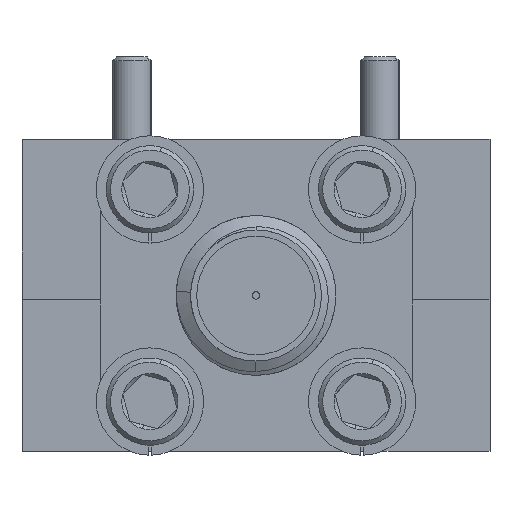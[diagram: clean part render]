
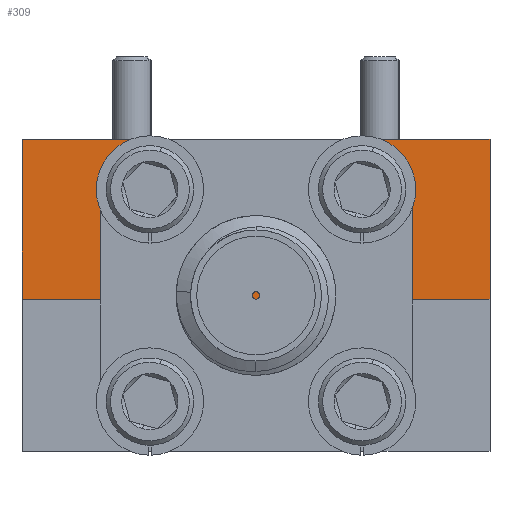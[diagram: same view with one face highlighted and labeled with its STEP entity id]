
A CAD part, front view. The second image highlights one B-rep face of the part: STEP entity #309.
In plain terms, the highlighted planar face has unit normal (0, -1, 0).
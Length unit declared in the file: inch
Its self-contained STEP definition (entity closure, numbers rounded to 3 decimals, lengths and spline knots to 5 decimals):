
#120 = DIRECTION ( 'NONE',  ( 0., 0., 1. ) ) ;
#146 = FACE_OUTER_BOUND ( 'NONE', #9696, .T. ) ;
#227 = EDGE_CURVE ( 'NONE', #3502, #998, #9536, .T. ) ;
#247 = ORIENTED_EDGE ( 'NONE', *, *, #7898, .F. ) ;
#279 = EDGE_CURVE ( 'NONE', #1494, #2610, #7779, .T. ) ;
#309 = ADVANCED_FACE ( 'NONE', ( #2279, #9042, #146 ), #4149, .F. ) ;
#630 = EDGE_CURVE ( 'NONE', #8323, #5212, #2039, .T. ) ;
#800 = VECTOR ( 'NONE', #2595, 39.37008 ) ;
#820 = DIRECTION ( 'NONE',  ( 0., 0., -1. ) ) ;
#845 = CARTESIAN_POINT ( 'NONE',  ( 1.07848, 0.17601, 0.75232 ) ) ;
#866 = CARTESIAN_POINT ( 'NONE',  ( 1.28348, 0.17601, 0.83232 ) ) ;
#998 = VERTEX_POINT ( 'NONE', #5342 ) ;
#1099 = LINE ( 'NONE', #866, #7608 ) ;
#1126 = DIRECTION ( 'NONE',  ( 0., 0., -1. ) ) ;
#1494 = VERTEX_POINT ( 'NONE', #2171 ) ;
#1534 = DIRECTION ( 'NONE',  ( 0., 0., -1. ) ) ;
#1586 = DIRECTION ( 'NONE',  ( 0., -1., 0. ) ) ;
#1640 = DIRECTION ( 'NONE',  ( 0., -1., 0. ) ) ;
#2019 = VERTEX_POINT ( 'NONE', #4086 ) ;
#2039 = CIRCLE ( 'NONE', #6807, 0.035 ) ;
#2086 = EDGE_LOOP ( 'NONE', ( #7070, #2626 ) ) ;
#2171 = CARTESIAN_POINT ( 'NONE',  ( 0.73848, 0.17601, 0.71732 ) ) ;
#2279 = FACE_BOUND ( 'NONE', #8706, .T. ) ;
#2408 = DIRECTION ( 'NONE',  ( 0., 1., 0. ) ) ;
#2507 = CARTESIAN_POINT ( 'NONE',  ( 1.07848, 0.17601, 0.78732 ) ) ;
#2557 = EDGE_CURVE ( 'NONE', #5212, #8323, #4967, .T. ) ;
#2595 = DIRECTION ( 'NONE',  ( 1., 0., 0. ) ) ;
#2610 = VERTEX_POINT ( 'NONE', #3290 ) ;
#2614 = ORIENTED_EDGE ( 'NONE', *, *, #9069, .T. ) ;
#2626 = ORIENTED_EDGE ( 'NONE', *, *, #630, .F. ) ;
#2707 = ORIENTED_EDGE ( 'NONE', *, *, #227, .F. ) ;
#2785 = LINE ( 'NONE', #7859, #4319 ) ;
#3290 = CARTESIAN_POINT ( 'NONE',  ( 0.73848, 0.17601, 0.78732 ) ) ;
#3328 = CARTESIAN_POINT ( 'NONE',  ( 1.28348, 0.17601, 0.83232 ) ) ;
#3502 = VERTEX_POINT ( 'NONE', #7890 ) ;
#3507 = EDGE_CURVE ( 'NONE', #9927, #2019, #2785, .T. ) ;
#3509 = ORIENTED_EDGE ( 'NONE', *, *, #3507, .T. ) ;
#3782 = VECTOR ( 'NONE', #1534, 39.37008 ) ;
#3827 = AXIS2_PLACEMENT_3D ( 'NONE', #845, #1586, #6442 ) ;
#4086 = CARTESIAN_POINT ( 'NONE',  ( 0.53348, 0.17601, 0.57632 ) ) ;
#4149 = PLANE ( 'NONE',  #7668 ) ;
#4319 = VECTOR ( 'NONE', #7961, 39.37008 ) ;
#4967 = CIRCLE ( 'NONE', #3827, 0.035 ) ;
#5023 = DIRECTION ( 'NONE',  ( 0., -1., 0. ) ) ;
#5096 = EDGE_CURVE ( 'NONE', #9927, #3502, #1099, .T. ) ;
#5212 = VERTEX_POINT ( 'NONE', #5806 ) ;
#5342 = CARTESIAN_POINT ( 'NONE',  ( 1.28348, 0.17601, 0.57632 ) ) ;
#5661 = CARTESIAN_POINT ( 'NONE',  ( 0.53348, 0.17601, 0.83232 ) ) ;
#5761 = ORIENTED_EDGE ( 'NONE', *, *, #5096, .F. ) ;
#5806 = CARTESIAN_POINT ( 'NONE',  ( 1.07848, 0.17601, 0.71732 ) ) ;
#5826 = CARTESIAN_POINT ( 'NONE',  ( 1.28348, 0.17601, 0.57632 ) ) ;
#6442 = DIRECTION ( 'NONE',  ( 0., 0., -1. ) ) ;
#6558 = AXIS2_PLACEMENT_3D ( 'NONE', #8266, #5023, #1126 ) ;
#6807 = AXIS2_PLACEMENT_3D ( 'NONE', #8767, #1640, #820 ) ;
#7029 = DIRECTION ( 'NONE',  ( 0., -1., 0. ) ) ;
#7070 = ORIENTED_EDGE ( 'NONE', *, *, #2557, .F. ) ;
#7142 = CARTESIAN_POINT ( 'NONE',  ( 1.28348, 0.17601, 0.83232 ) ) ;
#7190 = ORIENTED_EDGE ( 'NONE', *, *, #279, .F. ) ;
#7608 = VECTOR ( 'NONE', #8901, 39.37008 ) ;
#7668 = AXIS2_PLACEMENT_3D ( 'NONE', #3328, #2408, #120 ) ;
#7779 = CIRCLE ( 'NONE', #8016, 0.035 ) ;
#7859 = CARTESIAN_POINT ( 'NONE',  ( 0.53348, 0.17601, 0.83232 ) ) ;
#7890 = CARTESIAN_POINT ( 'NONE',  ( 1.28348, 0.17601, 0.83232 ) ) ;
#7898 = EDGE_CURVE ( 'NONE', #2610, #1494, #8589, .T. ) ;
#7961 = DIRECTION ( 'NONE',  ( 0., 0., -1. ) ) ;
#8016 = AXIS2_PLACEMENT_3D ( 'NONE', #10401, #7029, #9433 ) ;
#8266 = CARTESIAN_POINT ( 'NONE',  ( 0.73848, 0.17601, 0.75232 ) ) ;
#8323 = VERTEX_POINT ( 'NONE', #2507 ) ;
#8589 = CIRCLE ( 'NONE', #6558, 0.035 ) ;
#8706 = EDGE_LOOP ( 'NONE', ( #7190, #247 ) ) ;
#8767 = CARTESIAN_POINT ( 'NONE',  ( 1.07848, 0.17601, 0.75232 ) ) ;
#8901 = DIRECTION ( 'NONE',  ( 1., 0., 0. ) ) ;
#9042 = FACE_BOUND ( 'NONE', #2086, .T. ) ;
#9069 = EDGE_CURVE ( 'NONE', #2019, #998, #9310, .T. ) ;
#9310 = LINE ( 'NONE', #5826, #800 ) ;
#9433 = DIRECTION ( 'NONE',  ( 0., 0., -1. ) ) ;
#9536 = LINE ( 'NONE', #7142, #3782 ) ;
#9696 = EDGE_LOOP ( 'NONE', ( #2614, #2707, #5761, #3509 ) ) ;
#9927 = VERTEX_POINT ( 'NONE', #5661 ) ;
#10401 = CARTESIAN_POINT ( 'NONE',  ( 0.73848, 0.17601, 0.75232 ) ) ;
